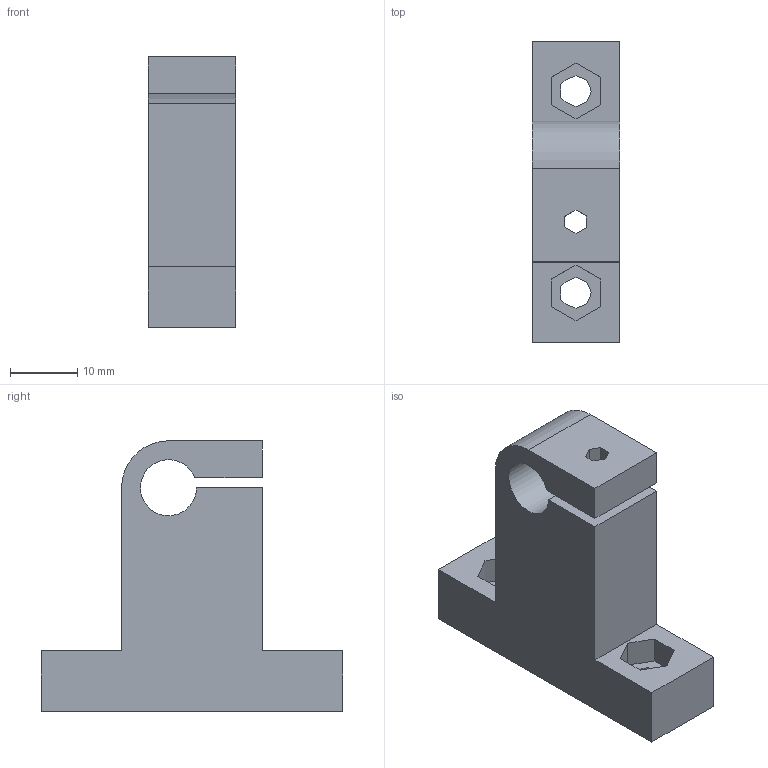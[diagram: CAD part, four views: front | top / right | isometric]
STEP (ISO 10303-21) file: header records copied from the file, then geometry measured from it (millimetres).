
FILE_DESCRIPTION(/* description */ (''),/* implementation_level */ '2;1');
FILE_NAME(/* name */ 'y bar clamp.step',/* time_stamp */ '2018-08-17T11:19:31+02:00',/* author */ ('boelle'),/* organization */ (''),/* preprocessor_version */ 'ST-DEVELOPER v17',/* originating_system */ 'Autodesk Translation Framework v7.1.0.215',/* authorisation */ '');
FILE_SCHEMA (('AUTOMOTIVE_DESIGN { 1 0 10303 214 3 1 1 }'));
Length unit declared in the file: millimetre
Products named in the file (1): y bar clamp
Bounding box: 13 x 45 x 40.33 mm (x, y, z)
Volume: 9329.1 mm3; surface area: 6277 mm2
Topology: 1 solids, 1 shells, 76 faces, 213 edges, 142 vertices
Faces by surface type: plane 74, cylinder 2
Entity records: 2457 total; most frequent: CARTESIAN_POINT 432, ORIENTED_EDGE 426, DIRECTION 371, EDGE_CURVE 213, LINE 209, VECTOR 209, VERTEX_POINT 142, EDGE_LOOP 87
